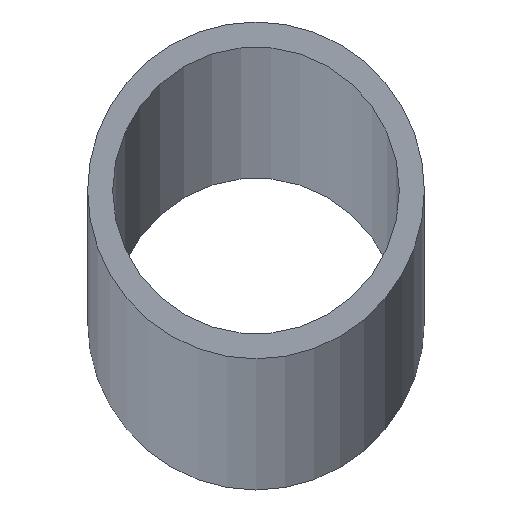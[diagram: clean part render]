
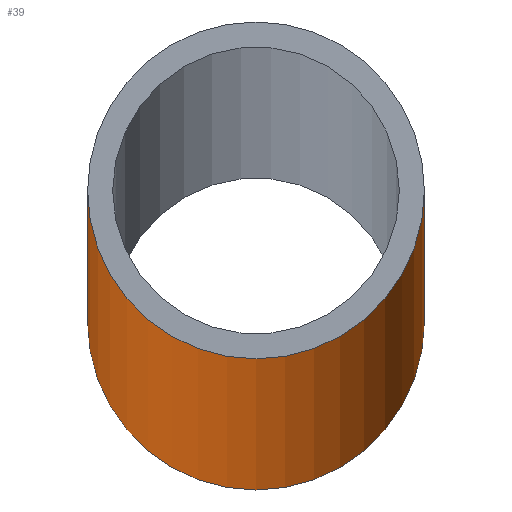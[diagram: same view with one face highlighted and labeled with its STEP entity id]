
A CAD part, top view. The second image highlights one B-rep face of the part: STEP entity #39.
In plain terms, the highlighted cylindrical face has radius 13.45 mm (diameter 26.9 mm), a full revolution.
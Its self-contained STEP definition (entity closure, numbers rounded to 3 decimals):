
#39 = ADVANCED_FACE ( 'NONE', ( #1813, #3862 ), #199, .T. ) ;
#199 = CYLINDRICAL_SURFACE ( 'NONE', #3067, 13.45 ) ;
#268 = CARTESIAN_POINT ( 'NONE',  ( 0., 0., -3000. ) ) ;
#442 = CARTESIAN_POINT ( 'NONE',  ( 0., 0., 3000. ) ) ;
#625 = DIRECTION ( 'NONE',  ( 0., 0., 1. ) ) ;
#904 = VERTEX_POINT ( 'NONE', #6787 ) ;
#1370 = ORIENTED_EDGE ( 'NONE', *, *, #2469, .F. ) ;
#1813 = FACE_OUTER_BOUND ( 'NONE', #9634, .T. ) ;
#2322 = DIRECTION ( 'NONE',  ( 1., 0., 0. ) ) ;
#2469 = EDGE_CURVE ( 'NONE', #3586, #3586, #4318, .T. ) ;
#2805 = CIRCLE ( 'NONE', #3641, 13.45 ) ;
#3067 = AXIS2_PLACEMENT_3D ( 'NONE', #442, #3545, #10581 ) ;
#3545 = DIRECTION ( 'NONE',  ( 0., 0., -1. ) ) ;
#3586 = VERTEX_POINT ( 'NONE', #5749 ) ;
#3641 = AXIS2_PLACEMENT_3D ( 'NONE', #268, #8324, #2322 ) ;
#3816 = DIRECTION ( 'NONE',  ( 1., 0., 0. ) ) ;
#3856 = AXIS2_PLACEMENT_3D ( 'NONE', #11696, #625, #3816 ) ;
#3862 = FACE_OUTER_BOUND ( 'NONE', #11089, .T. ) ;
#4318 = CIRCLE ( 'NONE', #3856, 13.45 ) ;
#5749 = CARTESIAN_POINT ( 'NONE',  ( 13.45, 0., 3000. ) ) ;
#6787 = CARTESIAN_POINT ( 'NONE',  ( 13.45, 0., -3000. ) ) ;
#8324 = DIRECTION ( 'NONE',  ( 0., 0., 1. ) ) ;
#9092 = EDGE_CURVE ( 'NONE', #904, #904, #2805, .T. ) ;
#9634 = EDGE_LOOP ( 'NONE', ( #1370 ) ) ;
#10581 = DIRECTION ( 'NONE',  ( -1., 0., 0. ) ) ;
#11089 = EDGE_LOOP ( 'NONE', ( #12551 ) ) ;
#11696 = CARTESIAN_POINT ( 'NONE',  ( 0., 0., 3000. ) ) ;
#12551 = ORIENTED_EDGE ( 'NONE', *, *, #9092, .T. ) ;
